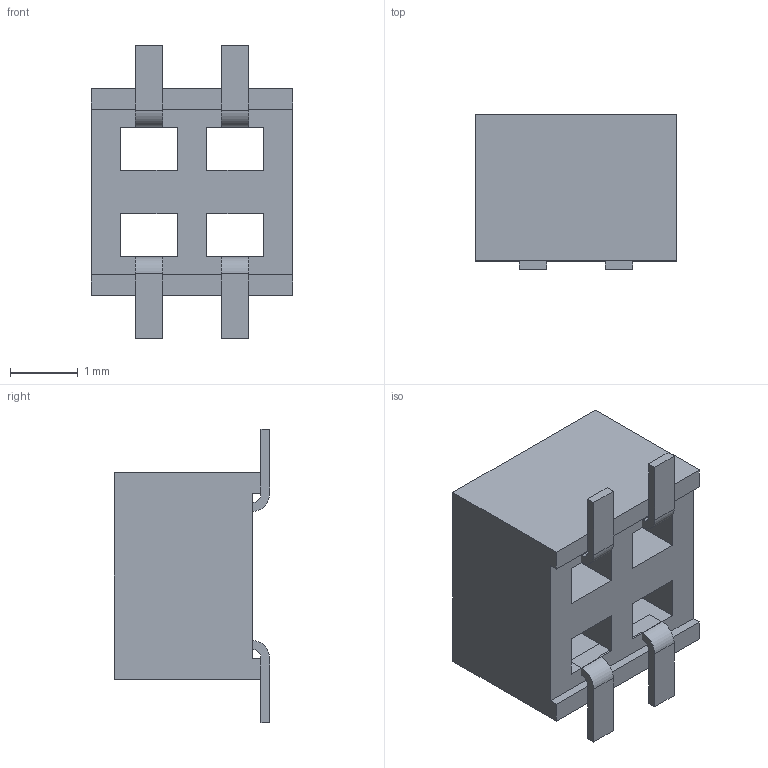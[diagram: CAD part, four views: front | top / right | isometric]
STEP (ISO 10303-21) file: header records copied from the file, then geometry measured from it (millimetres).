
FILE_DESCRIPTION( ( 'STEP AP203' ), '1' );
FILE_NAME( 'CLP-102-02-L-D-BE.stp', '2021-11-28T22:09:14', ( 'License CC BY-ND 4.0' ), ( 'CADENAS' ), ' ', 'PARTsolutions', ' ' );
FILE_SCHEMA( ( 'CONFIG_CONTROL_DESIGN' ) );
Length unit declared in the file: inch
Products named in the file (3): CLP-102-02-L-D-BE; _CLP-102-2-L-D-BE_terminal; _C-106-22-102-BE_Pin
Assembly tree (3 placements, depth 2):
  CLP-102-02-L-D-BE
    _CLP-102-2-L-D-BE_terminal
    _C-106-22-102-BE_Pin  x2
Bounding box: 2.97 x 2.29 x 4.32 mm (x, y, z)
Volume: 14.7 mm3; surface area: 71.9 mm2
Topology: 3 solids, 3 shells, 62 faces, 168 edges, 112 vertices
Faces by surface type: plane 54, cylinder 8
Entity records: 1504 total; most frequent: CARTESIAN_POINT 248, ORIENTED_EDGE 240, DIRECTION 224, EDGE_CURVE 120, LINE 112, VECTOR 112, VERTEX_POINT 80, AXIS2_PLACEMENT_3D 56
